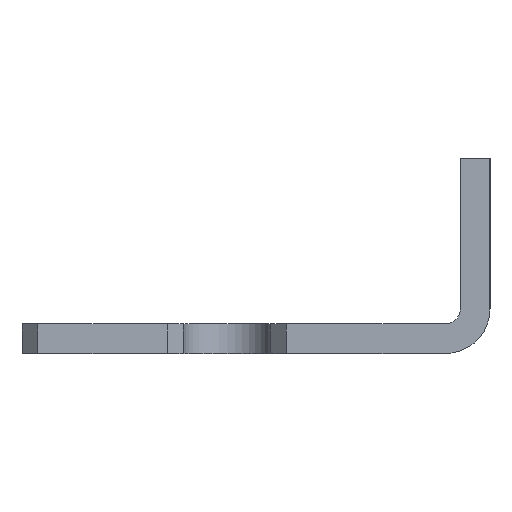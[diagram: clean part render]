
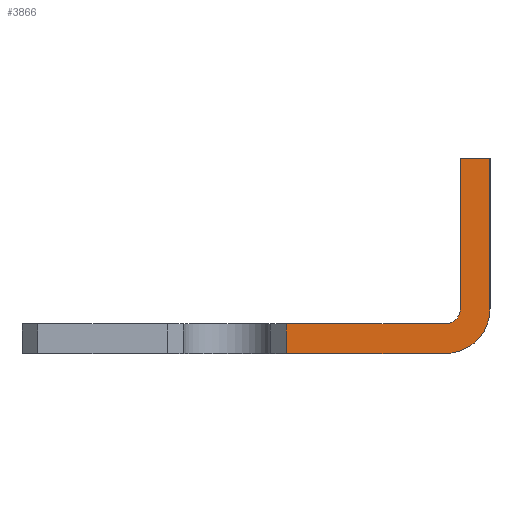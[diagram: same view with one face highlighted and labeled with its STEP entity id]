
A CAD part, left-side view. The second image highlights one B-rep face of the part: STEP entity #3866.
In plain terms, the highlighted planar face has unit normal (-1, 0, 0).
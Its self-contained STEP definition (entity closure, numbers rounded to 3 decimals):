
#21=PLANE('',#4121);
#168=LINE('',#5760,#481);
#169=LINE('',#5763,#482);
#170=LINE('',#5765,#483);
#171=LINE('',#5769,#484);
#172=LINE('',#5771,#485);
#173=LINE('',#5773,#486);
#481=VECTOR('',#4618,1000.);
#482=VECTOR('',#4619,1000.);
#483=VECTOR('',#4620,1000.);
#484=VECTOR('',#4623,1000.);
#485=VECTOR('',#4624,1000.);
#486=VECTOR('',#4625,1000.);
#828=ORIENTED_EDGE('',*,*,#1846,.F.);
#829=ORIENTED_EDGE('',*,*,#1847,.T.);
#830=ORIENTED_EDGE('',*,*,#1848,.T.);
#831=ORIENTED_EDGE('',*,*,#1849,.T.);
#832=ORIENTED_EDGE('',*,*,#1850,.F.);
#833=ORIENTED_EDGE('',*,*,#1851,.T.);
#834=ORIENTED_EDGE('',*,*,#1852,.T.);
#835=ORIENTED_EDGE('',*,*,#1853,.F.);
#1846=EDGE_CURVE('',#2355,#2356,#168,.T.);
#1847=EDGE_CURVE('',#2355,#2357,#169,.T.);
#1848=EDGE_CURVE('',#2357,#2358,#170,.T.);
#1849=EDGE_CURVE('',#2358,#2359,#2699,.T.);
#1850=EDGE_CURVE('',#2360,#2359,#171,.T.);
#1851=EDGE_CURVE('',#2360,#2361,#172,.T.);
#1852=EDGE_CURVE('',#2361,#2362,#173,.T.);
#1853=EDGE_CURVE('',#2356,#2362,#2700,.T.);
#2355=VERTEX_POINT('',#5761);
#2356=VERTEX_POINT('',#5762);
#2357=VERTEX_POINT('',#5764);
#2358=VERTEX_POINT('',#5766);
#2359=VERTEX_POINT('',#5768);
#2360=VERTEX_POINT('',#5770);
#2361=VERTEX_POINT('',#5772);
#2362=VERTEX_POINT('',#5774);
#2699=CIRCLE('',#4122,3.632);
#2700=CIRCLE('',#4123,1.219);
#2878=EDGE_LOOP('',(#828,#829,#830,#831,#832,#833,#834,#835));
#3323=FACE_BOUND('',#2878,.T.);
#3866=ADVANCED_FACE('',(#3323),#21,.F.);
#4121=AXIS2_PLACEMENT_3D('',#5759,#4616,#4617);
#4122=AXIS2_PLACEMENT_3D('',#5767,#4621,#4622);
#4123=AXIS2_PLACEMENT_3D('',#5775,#4626,#4627);
#4616=DIRECTION('',(1.,0.,0.));
#4617=DIRECTION('',(0.,0.,-1.));
#4618=DIRECTION('',(0.,-1.,0.));
#4619=DIRECTION('',(0.,0.,-1.));
#4620=DIRECTION('',(0.,-1.,0.));
#4621=DIRECTION('',(-1.,0.,0.));
#4622=DIRECTION('',(0.,0.,1.));
#4623=DIRECTION('',(0.,0.,-1.));
#4624=DIRECTION('',(0.,1.,0.));
#4625=DIRECTION('',(0.,0.,-1.));
#4626=DIRECTION('',(-1.,0.,0.));
#4627=DIRECTION('',(0.,-1.,0.));
#5759=CARTESIAN_POINT('',(-355.6,19.05,2.413));
#5760=CARTESIAN_POINT('',(-355.6,19.05,2.413));
#5761=CARTESIAN_POINT('',(-355.6,-2.477,2.413));
#5762=CARTESIAN_POINT('',(-355.6,-15.418,2.413));
#5763=CARTESIAN_POINT('',(-355.6,-2.477,2.413));
#5764=CARTESIAN_POINT('',(-355.6,-2.477,0.));
#5765=CARTESIAN_POINT('',(-355.6,19.05,0.));
#5766=CARTESIAN_POINT('',(-355.6,-15.418,0.));
#5767=CARTESIAN_POINT('',(-355.6,-15.418,3.632));
#5768=CARTESIAN_POINT('',(-355.6,-19.05,3.632));
#5769=CARTESIAN_POINT('',(-355.6,-19.05,2.171));
#5770=CARTESIAN_POINT('',(-355.6,-19.05,15.875));
#5771=CARTESIAN_POINT('',(-355.6,-19.05,15.875));
#5772=CARTESIAN_POINT('',(-355.6,-16.637,15.875));
#5773=CARTESIAN_POINT('',(-355.6,-16.637,2.171));
#5774=CARTESIAN_POINT('',(-355.6,-16.637,3.632));
#5775=CARTESIAN_POINT('',(-355.6,-15.418,3.632));
